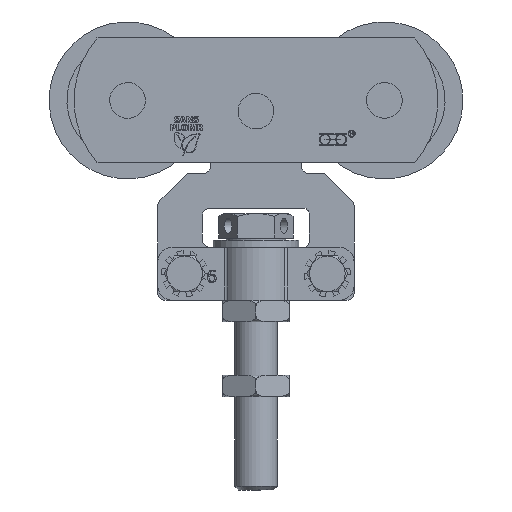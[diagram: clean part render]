
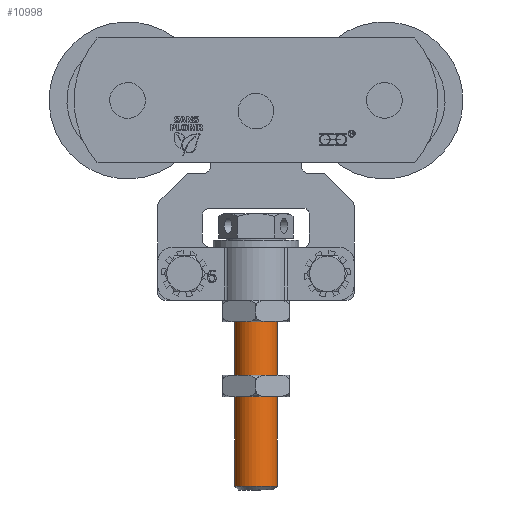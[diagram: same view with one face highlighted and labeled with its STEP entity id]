
A CAD part, front view. The second image highlights one B-rep face of the part: STEP entity #10998.
In plain terms, the highlighted cylindrical face has radius 6 mm (diameter 12 mm), a full revolution.
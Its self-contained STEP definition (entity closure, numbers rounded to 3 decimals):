
#1098=CYLINDRICAL_SURFACE('',#11938,6.);
#1596=FACE_OUTER_BOUND('',#2251,.T.);
#2251=EDGE_LOOP('',(#9470,#9471,#9472,#9473,#9474));
#3109=LINE('',#19611,#4002);
#4002=VECTOR('',#13839,6.);
#4389=CIRCLE('',#11936,6.);
#4390=CIRCLE('',#11937,6.);
#4391=CIRCLE('',#11939,6.);
#5349=VERTEX_POINT('',#19604);
#5350=VERTEX_POINT('',#19606);
#5351=VERTEX_POINT('',#19610);
#6778=EDGE_CURVE('',#5349,#5350,#4389,.T.);
#6779=EDGE_CURVE('',#5350,#5349,#4390,.T.);
#6780=EDGE_CURVE('',#5350,#5351,#3109,.T.);
#6781=EDGE_CURVE('',#5351,#5351,#4391,.T.);
#9470=ORIENTED_EDGE('',*,*,#6778,.F.);
#9471=ORIENTED_EDGE('',*,*,#6779,.F.);
#9472=ORIENTED_EDGE('',*,*,#6780,.T.);
#9473=ORIENTED_EDGE('',*,*,#6781,.T.);
#9474=ORIENTED_EDGE('',*,*,#6780,.F.);
#10998=ADVANCED_FACE('',(#1596),#1098,.T.);
#11936=AXIS2_PLACEMENT_3D('',#19607,#13833,#13834);
#11937=AXIS2_PLACEMENT_3D('',#19608,#13835,#13836);
#11938=AXIS2_PLACEMENT_3D('',#19609,#13837,#13838);
#11939=AXIS2_PLACEMENT_3D('',#19612,#13840,#13841);
#13833=DIRECTION('center_axis',(1.,0.,0.));
#13834=DIRECTION('ref_axis',(0.,-1.,0.));
#13835=DIRECTION('center_axis',(1.,0.,0.));
#13836=DIRECTION('ref_axis',(0.,-1.,0.));
#13837=DIRECTION('center_axis',(1.,0.,0.));
#13838=DIRECTION('ref_axis',(0.,1.,0.));
#13839=DIRECTION('',(-1.,0.,0.));
#13840=DIRECTION('center_axis',(1.,0.,0.));
#13841=DIRECTION('ref_axis',(0.,1.,0.));
#19604=CARTESIAN_POINT('',(68.926,6.,0.));
#19606=CARTESIAN_POINT('',(68.926,-6.,0.));
#19607=CARTESIAN_POINT('Origin',(68.926,0.,0.));
#19608=CARTESIAN_POINT('Origin',(68.926,0.,0.));
#19609=CARTESIAN_POINT('Origin',(37.65,0.,0.));
#19610=CARTESIAN_POINT('',(0.,-6.,0.));
#19611=CARTESIAN_POINT('',(37.65,-6.,0.));
#19612=CARTESIAN_POINT('Origin',(0.,0.,
0.));
